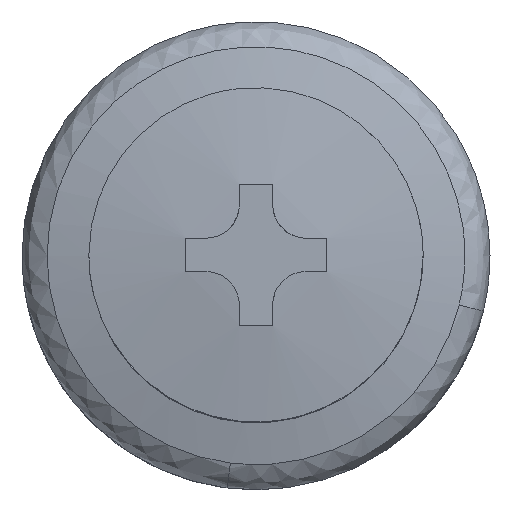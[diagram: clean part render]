
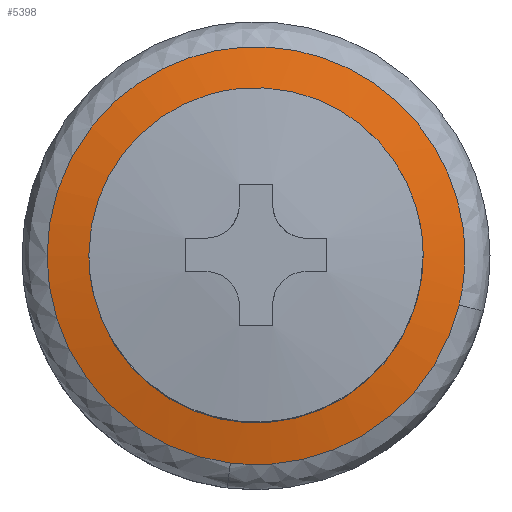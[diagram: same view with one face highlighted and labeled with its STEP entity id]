
A CAD part, top view. The second image highlights one B-rep face of the part: STEP entity #5398.
In plain terms, the highlighted free-form (B-spline) face has degree [2, 2] with [4, 4] control points.
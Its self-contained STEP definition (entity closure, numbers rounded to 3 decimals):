
#3066=CARTESIAN_POINT('',(-3.745,-3.313,-14.505));
#3067=VERTEX_POINT('',#3066);
#3068=CARTESIAN_POINT('',(-5.,0.0,-14.505));
#3069=VERTEX_POINT('',#3068);
#3070=CARTESIAN_POINT('',(-3.745,-3.313,-14.505));
#3071=CARTESIAN_POINT('',(-5.,-1.894,-14.505));
#3072=CARTESIAN_POINT('',(-5.,0.0,-14.505));
#3080=(BOUNDED_CURVE()B_SPLINE_CURVE(2,(#3070,#3071,#3072),.UNSPECIFIED.,.F.,.U.)B_SPLINE_CURVE_WITH_KNOTS((3,3),(0.884,1.0),.UNSPECIFIED.)CURVE()GEOMETRIC_REPRESENTATION_ITEM()RATIONAL_B_SPLINE_CURVE((0.854,0.864,1.0))REPRESENTATION_ITEM(''));
#3081=EDGE_CURVE('',#3067,#3069,#3080,.T.);
#3171=CARTESIAN_POINT('',(3.313,-3.745,-14.505));
#3172=VERTEX_POINT('',#3171);
#3178=CARTESIAN_POINT('',(5.,0.0,-14.505));
#3179=VERTEX_POINT('',#3178);
#3180=CARTESIAN_POINT('',(5.,0.0,-14.505));
#3181=CARTESIAN_POINT('',(5.,-2.252,-14.505));
#3182=CARTESIAN_POINT('',(3.313,-3.745,-14.505));
#3190=(BOUNDED_CURVE()B_SPLINE_CURVE(2,(#3180,#3181,#3182),.UNSPECIFIED.,.F.,.U.)B_SPLINE_CURVE_WITH_KNOTS((3,3),(0.5,0.634),.UNSPECIFIED.)CURVE()GEOMETRIC_REPRESENTATION_ITEM()RATIONAL_B_SPLINE_CURVE((1.0,0.843,0.854))REPRESENTATION_ITEM(''));
#3191=EDGE_CURVE('',#3179,#3172,#3190,.T.);
#3193=CARTESIAN_POINT('',(-5.,0.0,-14.505));
#3194=CARTESIAN_POINT('',(-5.,5.,-14.505));
#3195=CARTESIAN_POINT('',(0.,5.0,-14.505));
#3196=CARTESIAN_POINT('',(5.,5.,-14.505));
#3197=CARTESIAN_POINT('',(5.,0.0,-14.505));
#3205=(BOUNDED_CURVE()B_SPLINE_CURVE(2,(#3193,#3194,#3195,#3196,#3197),.UNSPECIFIED.,.F.,.U.)B_SPLINE_CURVE_WITH_KNOTS((3,2,3),(0.0,0.25,0.5),.UNSPECIFIED.)CURVE()GEOMETRIC_REPRESENTATION_ITEM()RATIONAL_B_SPLINE_CURVE((1.0,0.707,1.0,0.707,1.0))REPRESENTATION_ITEM(''));
#3206=EDGE_CURVE('',#3069,#3179,#3205,.T.);
#3225=CARTESIAN_POINT('',(3.313,-3.745,-14.505));
#3226=CARTESIAN_POINT('',(1.894,-5.0,-14.505));
#3227=CARTESIAN_POINT('',(0.,-5.0,-14.505));
#3228=CARTESIAN_POINT('',(-2.252,-5.,-14.505));
#3229=CARTESIAN_POINT('',(-3.745,-3.313,-14.505));
#3237=(BOUNDED_CURVE()B_SPLINE_CURVE(2,(#3225,#3226,#3227,#3228,#3229),.UNSPECIFIED.,.F.,.U.)B_SPLINE_CURVE_WITH_KNOTS((3,2,3),(0.634,0.75,0.884),.UNSPECIFIED.)CURVE()GEOMETRIC_REPRESENTATION_ITEM()RATIONAL_B_SPLINE_CURVE((0.854,0.864,1.0,0.843,0.854))REPRESENTATION_ITEM(''));
#3238=EDGE_CURVE('',#3172,#3067,#3237,.T.);
#4618=CARTESIAN_POINT('',(-0.767,-6.203,-14.794));
#4619=VERTEX_POINT('',#4618);
#4633=CARTESIAN_POINT('',(-6.25,0.0,-14.794));
#4634=VERTEX_POINT('',#4633);
#4635=CARTESIAN_POINT('',(-0.767,-6.203,-14.794));
#4636=CARTESIAN_POINT('',(-6.25,-5.525,-14.794));
#4637=CARTESIAN_POINT('',(-6.25,0.0,-14.794));
#4645=(BOUNDED_CURVE()B_SPLINE_CURVE(2,(#4635,#4636,#4637),.UNSPECIFIED.,.F.,.U.)B_SPLINE_CURVE_WITH_KNOTS((3,3),(0.771,1.0),.UNSPECIFIED.)CURVE()GEOMETRIC_REPRESENTATION_ITEM()RATIONAL_B_SPLINE_CURVE((0.954,0.732,1.0))REPRESENTATION_ITEM(''));
#4646=EDGE_CURVE('',#4619,#4634,#4645,.T.);
#4648=CARTESIAN_POINT('',(6.25,0.0,-14.794));
#4649=VERTEX_POINT('',#4648);
#4650=CARTESIAN_POINT('',(-6.25,0.0,-14.794));
#4651=CARTESIAN_POINT('',(-6.25,6.25,-14.794));
#4652=CARTESIAN_POINT('',(0.,6.25,-14.794));
#4653=CARTESIAN_POINT('',(6.25,6.25,-14.794));
#4654=CARTESIAN_POINT('',(6.25,0.0,-14.794));
#4662=(BOUNDED_CURVE()B_SPLINE_CURVE(2,(#4650,#4651,#4652,#4653,#4654),.UNSPECIFIED.,.F.,.U.)B_SPLINE_CURVE_WITH_KNOTS((3,2,3),(0.0,0.25,0.5),.UNSPECIFIED.)CURVE()GEOMETRIC_REPRESENTATION_ITEM()RATIONAL_B_SPLINE_CURVE((1.0,0.707,1.0,0.707,1.0))REPRESENTATION_ITEM(''));
#4663=EDGE_CURVE('',#4634,#4649,#4662,.T.);
#4665=CARTESIAN_POINT('',(6.073,-1.478,-14.794));
#4666=VERTEX_POINT('',#4665);
#4667=CARTESIAN_POINT('',(6.25,0.0,-14.794));
#4668=CARTESIAN_POINT('',(6.25,-0.75,-14.794));
#4669=CARTESIAN_POINT('',(6.073,-1.478,-14.794));
#4677=(BOUNDED_CURVE()B_SPLINE_CURVE(2,(#4667,#4668,#4669),.UNSPECIFIED.,.F.,.U.)B_SPLINE_CURVE_WITH_KNOTS((3,3),(0.5,0.54),.UNSPECIFIED.)CURVE()GEOMETRIC_REPRESENTATION_ITEM()RATIONAL_B_SPLINE_CURVE((1.0,0.953,0.921))REPRESENTATION_ITEM(''));
#4678=EDGE_CURVE('',#4649,#4666,#4677,.T.);
#4719=CARTESIAN_POINT('',(6.073,-1.478,-14.794));
#4720=CARTESIAN_POINT('',(4.911,-6.25,-14.794));
#4721=CARTESIAN_POINT('',(0.,-6.25,-14.794));
#4722=CARTESIAN_POINT('',(-0.385,-6.25,-14.794));
#4723=CARTESIAN_POINT('',(-0.767,-6.203,-14.794));
#4731=(BOUNDED_CURVE()B_SPLINE_CURVE(2,(#4719,#4720,#4721,#4722,#4723),.UNSPECIFIED.,.F.,.U.)B_SPLINE_CURVE_WITH_KNOTS((3,2,3),(0.54,0.75,0.771),.UNSPECIFIED.)CURVE()GEOMETRIC_REPRESENTATION_ITEM()RATIONAL_B_SPLINE_CURVE((0.921,0.754,1.0,0.975,0.954))REPRESENTATION_ITEM(''));
#4732=EDGE_CURVE('',#4666,#4619,#4731,.T.);
#5362=CARTESIAN_POINT('',(-6.723,-6.721,-15.878));
#5363=CARTESIAN_POINT('',(-3.426,-6.85,-14.957));
#5364=CARTESIAN_POINT('',(3.426,-6.85,-14.957));
#5365=CARTESIAN_POINT('',(6.723,-6.721,-15.878));
#5366=CARTESIAN_POINT('',(-6.852,-3.425,-14.957));
#5367=CARTESIAN_POINT('',(-3.493,-3.492,-14.));
#5368=CARTESIAN_POINT('',(3.493,-3.492,-14.0));
#5369=CARTESIAN_POINT('',(6.852,-3.425,-14.957));
#5370=CARTESIAN_POINT('',(-6.852,3.426,-14.957));
#5371=CARTESIAN_POINT('',(-3.493,3.493,-14.));
#5372=CARTESIAN_POINT('',(3.493,3.493,-14.0));
#5373=CARTESIAN_POINT('',(6.852,3.426,-14.957));
#5374=CARTESIAN_POINT('',(-6.723,6.723,-15.878));
#5375=CARTESIAN_POINT('',(-3.426,6.851,-14.957));
#5376=CARTESIAN_POINT('',(3.426,6.851,-14.957));
#5377=CARTESIAN_POINT('',(6.723,6.723,-15.878));
#5385=(BOUNDED_SURFACE()B_SPLINE_SURFACE(2,2,((#5362,#5366,#5370,#5374),(#5363,#5367,#5371,#5375),(#5364,#5368,#5372,#5376),(#5365,#5369,#5373,#5377)),.UNSPECIFIED.,.F.,.F.,.U.)B_SPLINE_SURFACE_WITH_KNOTS((3,1,3),(3,1,3),(5.758,12.517,19.276),(5.76,12.517,19.276),.UNSPECIFIED.)GEOMETRIC_REPRESENTATION_ITEM()RATIONAL_B_SPLINE_SURFACE(((1.039,1.02,1.02,1.039),(1.02,1.0,1.0,1.02),(1.02,1.0,1.0,1.02),(1.039,1.02,1.02,1.039)))REPRESENTATION_ITEM('')SURFACE());
#5386=ORIENTED_EDGE('',*,*,#4646,.F.);
#5387=ORIENTED_EDGE('',*,*,#4732,.F.);
#5388=ORIENTED_EDGE('',*,*,#4678,.F.);
#5389=ORIENTED_EDGE('',*,*,#4663,.F.);
#5390=EDGE_LOOP('',(#5386,#5387,#5388,#5389));
#5391=FACE_OUTER_BOUND('',#5390,.T.);
#5392=ORIENTED_EDGE('',*,*,#3206,.T.);
#5393=ORIENTED_EDGE('',*,*,#3191,.T.);
#5394=ORIENTED_EDGE('',*,*,#3238,.T.);
#5395=ORIENTED_EDGE('',*,*,#3081,.T.);
#5396=EDGE_LOOP('',(#5392,#5393,#5394,#5395));
#5397=FACE_BOUND('',#5396,.T.);
#5398=ADVANCED_FACE('',(#5391,#5397),#5385,.T.);
